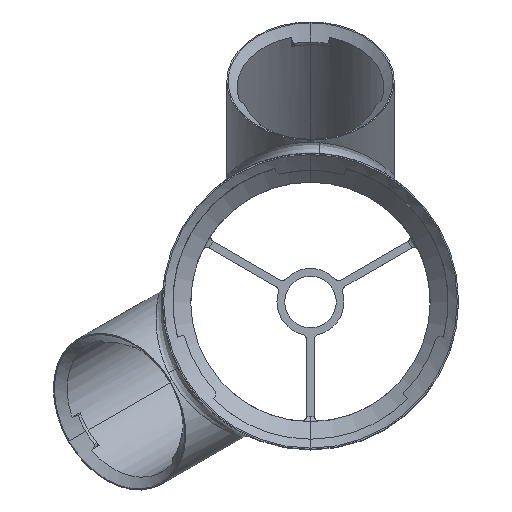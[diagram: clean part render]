
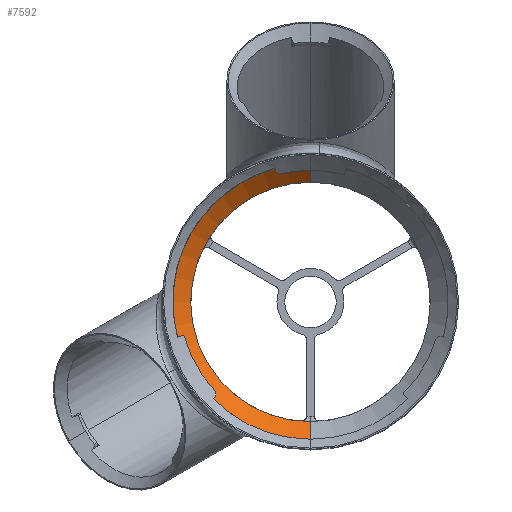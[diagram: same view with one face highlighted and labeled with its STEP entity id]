
A CAD part, top view. The second image highlights one B-rep face of the part: STEP entity #7592.
In plain terms, the highlighted conical face has half-angle 45 degrees and reference radius 53.5 mm.
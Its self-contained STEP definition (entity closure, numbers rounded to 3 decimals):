
#24 = AXIS2_PLACEMENT_3D ( 'NONE', #4299, #594, #4915 ) ;
#79 = AXIS2_PLACEMENT_3D ( 'NONE', #4273, #7288, #7991 ) ;
#476 = VERTEX_POINT ( 'NONE', #5824 ) ;
#571 = VECTOR ( 'NONE', #3361, 1000. ) ;
#594 = DIRECTION ( 'NONE',  ( 0., 0., -1. ) ) ;
#644 = EDGE_CURVE ( 'NONE', #476, #1920, #5804, .T. ) ;
#840 = CARTESIAN_POINT ( 'NONE',  ( 0., 53.5, 18. ) ) ;
#1473 = LINE ( 'NONE', #3388, #571 ) ;
#1776 = DIRECTION ( 'NONE',  ( 0., 0., 1. ) ) ;
#1890 = CARTESIAN_POINT ( 'NONE',  ( 0., 53.5, 18. ) ) ;
#1920 = VERTEX_POINT ( 'NONE', #7031 ) ;
#2090 = EDGE_CURVE ( 'NONE', #8041, #4647, #5483, .T. ) ;
#2283 = LINE ( 'NONE', #1890, #7385 ) ;
#2954 = AXIS2_PLACEMENT_3D ( 'NONE', #5474, #1776, #4266 ) ;
#3361 = DIRECTION ( 'NONE',  ( 0., -0.707, 0.707 ) ) ;
#3388 = CARTESIAN_POINT ( 'NONE',  ( 0., -53.5, 18. ) ) ;
#3777 = DIRECTION ( 'NONE',  ( 0., 0.707, 0.707 ) ) ;
#3790 = ORIENTED_EDGE ( 'NONE', *, *, #2090, .F. ) ;
#3813 = ORIENTED_EDGE ( 'NONE', *, *, #7407, .F. ) ;
#3889 = CONICAL_SURFACE ( 'NONE', #2954, 53.5, 0.785 ) ;
#4006 = ORIENTED_EDGE ( 'NONE', *, *, #5904, .T. ) ;
#4111 = ORIENTED_EDGE ( 'NONE', *, *, #644, .T. ) ;
#4266 = DIRECTION ( 'NONE',  ( 0., -1., 0. ) ) ;
#4273 = CARTESIAN_POINT ( 'NONE',  ( 0., 0., 11. ) ) ;
#4299 = CARTESIAN_POINT ( 'NONE',  ( 0., 0., 18. ) ) ;
#4647 = VERTEX_POINT ( 'NONE', #840 ) ;
#4915 = DIRECTION ( 'NONE',  ( 0., 1., 0. ) ) ;
#5142 = FACE_OUTER_BOUND ( 'NONE', #5162, .T. ) ;
#5162 = EDGE_LOOP ( 'NONE', ( #4111, #4006, #3790, #3813 ) ) ;
#5474 = CARTESIAN_POINT ( 'NONE',  ( 0., 0., 18. ) ) ;
#5483 = CIRCLE ( 'NONE', #24, 53.5 ) ;
#5804 = CIRCLE ( 'NONE', #79, 46.5 ) ;
#5824 = CARTESIAN_POINT ( 'NONE',  ( 0., -46.5, 11. ) ) ;
#5904 = EDGE_CURVE ( 'NONE', #1920, #4647, #2283, .T. ) ;
#6564 = CARTESIAN_POINT ( 'NONE',  ( 0., -53.5, 18. ) ) ;
#7031 = CARTESIAN_POINT ( 'NONE',  ( 0., 46.5, 11. ) ) ;
#7288 = DIRECTION ( 'NONE',  ( 0., 0., -1. ) ) ;
#7385 = VECTOR ( 'NONE', #3777, 1000. ) ;
#7407 = EDGE_CURVE ( 'NONE', #476, #8041, #1473, .T. ) ;
#7592 = ADVANCED_FACE ( 'NONE', ( #5142 ), #3889, .F. ) ;
#7991 = DIRECTION ( 'NONE',  ( 0., 1., 0. ) ) ;
#8041 = VERTEX_POINT ( 'NONE', #6564 ) ;
